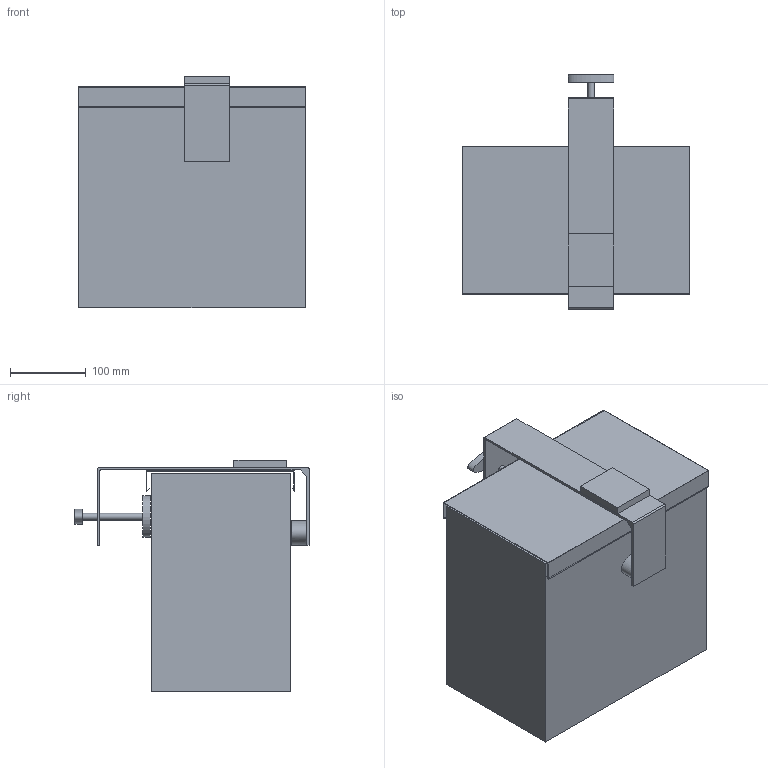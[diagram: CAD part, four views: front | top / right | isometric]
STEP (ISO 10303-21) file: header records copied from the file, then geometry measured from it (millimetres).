
FILE_DESCRIPTION(/* description */ (''),/* implementation_level */ '2;1');
FILE_NAME(/* name */ 'étau caméra.step',/* time_stamp */ '2020-05-11T09:19:51+02:00',/* author */ (''),/* organization */ (''),/* preprocessor_version */ 'ST-DEVELOPER v18.1',/* originating_system */ 'Autodesk Translation Framework v9.2.0.1227',/* authorisation */ '');
FILE_SCHEMA (('AUTOMOTIVE_DESIGN { 1 0 10303 214 3 1 1 }'));
Length unit declared in the file: millimetre
Products named in the file (4): Fixation poteau; Component1; Component2; Component3
Assembly tree (3 placements, depth 2):
  Fixation poteau
    Component1
    Component2
    Component3
Bounding box: 300 x 310 x 307 mm (x, y, z)
Volume: 16277365.1 mm3; surface area: 631564.4 mm2
Topology: 5 solids, 5 shells, 52 faces, 118 edges, 78 vertices
Faces by surface type: plane 44, cylinder 6, bspline 2
Full cylindrical faces by diameter (mm): 8.866 x1, 10 x1, 55 x1
Entity records: 1848 total; most frequent: CARTESIAN_POINT 461, DIRECTION 238, ORIENTED_EDGE 236, EDGE_CURVE 118, LINE 98, VECTOR 98, VERTEX_POINT 78, AXIS2_PLACEMENT_3D 70
